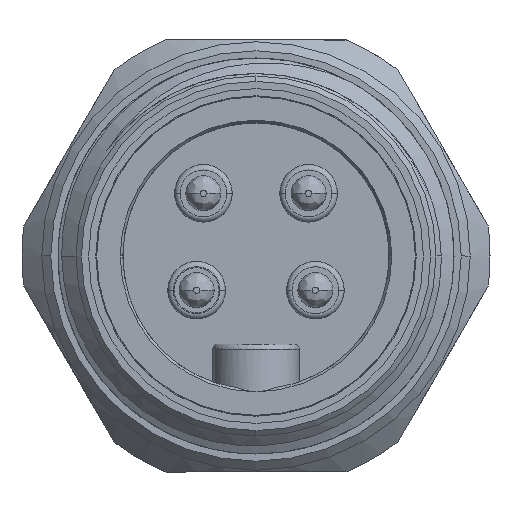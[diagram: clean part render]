
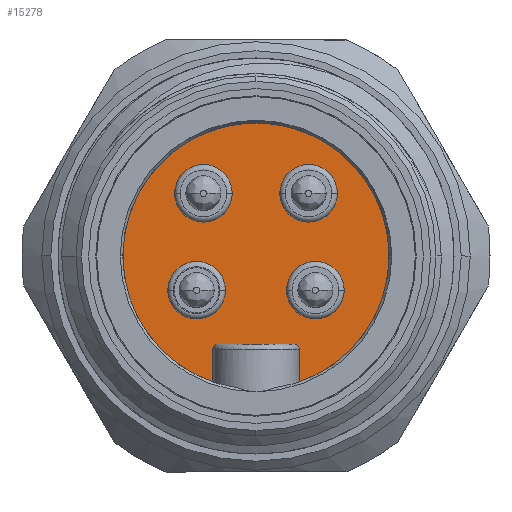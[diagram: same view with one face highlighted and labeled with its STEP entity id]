
A CAD part, front view. The second image highlights one B-rep face of the part: STEP entity #15278.
In plain terms, the highlighted planar face has unit normal (0, -1, 0).
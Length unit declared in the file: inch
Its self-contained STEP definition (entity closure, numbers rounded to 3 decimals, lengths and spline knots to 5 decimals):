
#5605=DIRECTION('',(0.,0.,1.));
#5606=VECTOR('',#5605,0.07126);
#5607=CARTESIAN_POINT('',(0.09449,-0.11024,
-0.27559));
#5608=LINE('',#5607,#5606);
#5609=CARTESIAN_POINT('',(0.08268,-0.11024,
-0.20433));
#5610=DIRECTION('',(0.,-1.,0.));
#5611=DIRECTION('',(1.,0.,0.));
#5612=AXIS2_PLACEMENT_3D('',#5609,#5610,#5611);
#5614=DIRECTION('',(-1.,0.,0.));
#5615=VECTOR('',#5614,0.16535);
#5616=CARTESIAN_POINT('',(0.08268,-0.11024,
-0.19252));
#5617=LINE('',#5616,#5615);
#5618=CARTESIAN_POINT('',(-0.08268,-0.11024,
-0.20433));
#5619=DIRECTION('',(0.,-1.,0.));
#5620=DIRECTION('',(0.,0.,1.));
#5621=AXIS2_PLACEMENT_3D('',#5618,#5619,#5620);
#5623=DIRECTION('',(0.,0.,-1.));
#5624=VECTOR('',#5623,0.07126);
#5625=CARTESIAN_POINT('',(-0.09449,-0.11024,
-0.20433));
#5626=LINE('',#5625,#5624);
#5627=CARTESIAN_POINT('',(0.,-0.11024,0.));
#5628=DIRECTION('',(0.,1.,0.));
#5629=DIRECTION('',(-0.324,0.,-0.946));
#5630=AXIS2_PLACEMENT_3D('',#5627,#5628,#5629);
#5632=CARTESIAN_POINT('',(-0.11496,-0.11024,
0.13701));
#5633=DIRECTION('',(0.,-1.,0.));
#5634=DIRECTION('',(1.,0.,0.));
#5635=AXIS2_PLACEMENT_3D('',#5632,#5633,#5634);
#5637=CARTESIAN_POINT('',(-0.11496,-0.11024,
0.13701));
#5638=DIRECTION('',(0.,-1.,0.));
#5639=DIRECTION('',(-1.,0.,0.));
#5640=AXIS2_PLACEMENT_3D('',#5637,#5638,#5639);
#5642=CARTESIAN_POINT('',(0.11496,-0.11024,
0.13701));
#5643=DIRECTION('',(0.,-1.,0.));
#5644=DIRECTION('',(1.,0.,0.));
#5645=AXIS2_PLACEMENT_3D('',#5642,#5643,#5644);
#5647=CARTESIAN_POINT('',(0.11496,-0.11024,
0.13701));
#5648=DIRECTION('',(0.,-1.,0.));
#5649=DIRECTION('',(-1.,0.,0.));
#5650=AXIS2_PLACEMENT_3D('',#5647,#5648,#5649);
#5652=CARTESIAN_POINT('',(-0.12992,-0.11024,
-0.0748));
#5653=DIRECTION('',(0.,-1.,0.));
#5654=DIRECTION('',(1.,0.,0.));
#5655=AXIS2_PLACEMENT_3D('',#5652,#5653,#5654);
#5657=CARTESIAN_POINT('',(-0.12992,-0.11024,
-0.0748));
#5658=DIRECTION('',(0.,-1.,0.));
#5659=DIRECTION('',(-1.,0.,0.));
#5660=AXIS2_PLACEMENT_3D('',#5657,#5658,#5659);
#5682=CARTESIAN_POINT('',(0.12992,-0.11024,
-0.0748));
#5683=DIRECTION('',(0.,-1.,0.));
#5684=DIRECTION('',(1.,0.,0.));
#5685=AXIS2_PLACEMENT_3D('',#5682,#5683,#5684);
#5687=CARTESIAN_POINT('',(0.12992,-0.11024,
-0.0748));
#5688=DIRECTION('',(0.,-1.,0.));
#5689=DIRECTION('',(-1.,0.,0.));
#5690=AXIS2_PLACEMENT_3D('',#5687,#5688,#5689);
#8383=CARTESIAN_POINT('',(0.09449,-0.11024,
-0.27559));
#8384=VERTEX_POINT('',#8383);
#8385=CARTESIAN_POINT('',(-0.09449,-0.11024,
-0.27559));
#8387=VERTEX_POINT('',#8385);
#8403=CARTESIAN_POINT('',(0.08268,-0.11024,
-0.19252));
#8404=VERTEX_POINT('',#8403);
#8405=CARTESIAN_POINT('',(-0.08268,-0.11024,
-0.19252));
#8406=VERTEX_POINT('',#8405);
#8407=CARTESIAN_POINT('',(0.09449,-0.11024,
-0.20433));
#8408=VERTEX_POINT('',#8407);
#8409=CARTESIAN_POINT('',(-0.09449,-0.11024,
-0.20433));
#8410=VERTEX_POINT('',#8409);
#8959=CARTESIAN_POINT('',(-0.05197,-0.11024,
0.13701));
#8960=CARTESIAN_POINT('',(-0.17795,-0.11024,
0.13701));
#8961=VERTEX_POINT('',#8959);
#8962=VERTEX_POINT('',#8960);
#8963=CARTESIAN_POINT('',(0.17795,-0.11024,
0.13701));
#8964=CARTESIAN_POINT('',(0.05197,-0.11024,
0.13701));
#8965=VERTEX_POINT('',#8963);
#8966=VERTEX_POINT('',#8964);
#8967=CARTESIAN_POINT('',(-0.06693,-0.11024,
-0.0748));
#8968=CARTESIAN_POINT('',(-0.19291,-0.11024,
-0.0748));
#8969=VERTEX_POINT('',#8967);
#8970=VERTEX_POINT('',#8968);
#8979=CARTESIAN_POINT('',(0.19291,-0.11024,
-0.0748));
#8980=CARTESIAN_POINT('',(0.06693,-0.11024,
-0.0748));
#8981=VERTEX_POINT('',#8979);
#8982=VERTEX_POINT('',#8980);
#15239=CARTESIAN_POINT('',(-0.14567,-0.11024,0.));
#15240=DIRECTION('',(0.,-1.,0.));
#15241=DIRECTION('',(0.,0.,-1.));
#15242=AXIS2_PLACEMENT_3D('',#15239,#15240,#15241);
#15243=PLANE('',#15242);
#15244=ORIENTED_EDGE('',*,*,#15232,.T.);
#15245=ORIENTED_EDGE('',*,*,#15221,.T.);
#15246=ORIENTED_EDGE('',*,*,#15207,.T.);
#15248=ORIENTED_EDGE('',*,*,#15247,.T.);
#15250=ORIENTED_EDGE('',*,*,#15249,.T.);
#15251=ORIENTED_EDGE('',*,*,#15131,.T.);
#15252=EDGE_LOOP('',(#15244,#15245,#15246,#15248,#15250,#15251));
#15253=FACE_OUTER_BOUND('',#15252,.F.);
#15255=ORIENTED_EDGE('',*,*,#15254,.T.);
#15257=ORIENTED_EDGE('',*,*,#15256,.T.);
#15258=EDGE_LOOP('',(#15255,#15257));
#15259=FACE_BOUND('',#15258,.F.);
#15261=ORIENTED_EDGE('',*,*,#15260,.T.);
#15263=ORIENTED_EDGE('',*,*,#15262,.T.);
#15264=EDGE_LOOP('',(#15261,#15263));
#15265=FACE_BOUND('',#15264,.F.);
#15267=ORIENTED_EDGE('',*,*,#15266,.T.);
#15269=ORIENTED_EDGE('',*,*,#15268,.T.);
#15270=EDGE_LOOP('',(#15267,#15269));
#15271=FACE_BOUND('',#15270,.F.);
#15273=ORIENTED_EDGE('',*,*,#15272,.T.);
#15275=ORIENTED_EDGE('',*,*,#15274,.T.);
#15276=EDGE_LOOP('',(#15273,#15275));
#15277=FACE_BOUND('',#15276,.F.);
#15278=ADVANCED_FACE('',(#15253,#15259,#15265,#15271,#15277),#15243,.T.);
#5613=CIRCLE('',#5612,0.01181);
#5622=CIRCLE('',#5621,0.01181);
#5631=CIRCLE('',#5630,0.29134);
#5636=CIRCLE('',#5635,0.06299);
#5641=CIRCLE('',#5640,0.06299);
#5646=CIRCLE('',#5645,0.06299);
#5651=CIRCLE('',#5650,0.06299);
#5656=CIRCLE('',#5655,0.06299);
#5661=CIRCLE('',#5660,0.06299);
#5686=CIRCLE('',#5685,0.06299);
#5691=CIRCLE('',#5690,0.06299);
#15131=EDGE_CURVE('',#8387,#8384,#5631,.T.);
#15207=EDGE_CURVE('',#8404,#8406,#5617,.T.);
#15221=EDGE_CURVE('',#8408,#8404,#5613,.T.);
#15232=EDGE_CURVE('',#8384,#8408,#5608,.T.);
#15247=EDGE_CURVE('',#8406,#8410,#5622,.T.);
#15249=EDGE_CURVE('',#8410,#8387,#5626,.T.);
#15254=EDGE_CURVE('',#8961,#8962,#5636,.T.);
#15256=EDGE_CURVE('',#8962,#8961,#5641,.T.);
#15260=EDGE_CURVE('',#8965,#8966,#5646,.T.);
#15262=EDGE_CURVE('',#8966,#8965,#5651,.T.);
#15266=EDGE_CURVE('',#8969,#8970,#5656,.T.);
#15268=EDGE_CURVE('',#8970,#8969,#5661,.T.);
#15272=EDGE_CURVE('',#8981,#8982,#5686,.T.);
#15274=EDGE_CURVE('',#8982,#8981,#5691,.T.);
